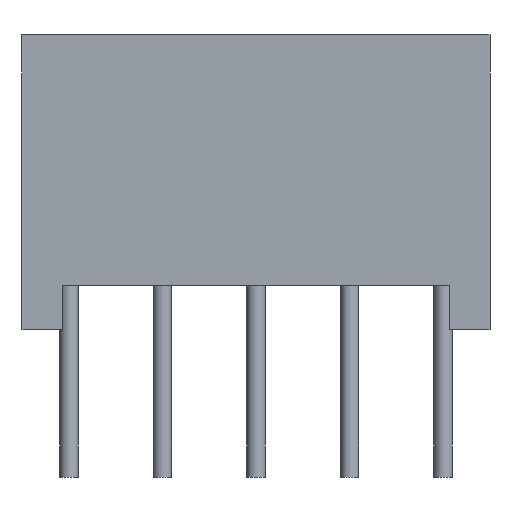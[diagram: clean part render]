
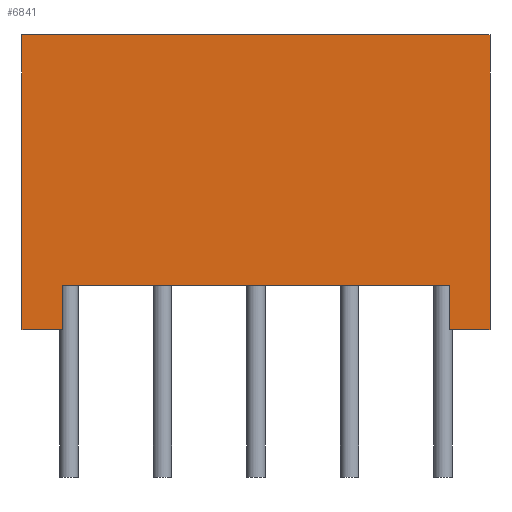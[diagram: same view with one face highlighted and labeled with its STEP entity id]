
A CAD part, front view. The second image highlights one B-rep face of the part: STEP entity #6841.
In plain terms, the highlighted planar face has unit normal (0, -1, 0).
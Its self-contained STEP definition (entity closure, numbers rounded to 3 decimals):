
#420=PLANE('',#7255);
#984=FACE_OUTER_BOUND('',#1399,.T.);
#1399=EDGE_LOOP('',(#5252,#5253,#5254,#5255,#5256,#5257,#5258,#5259));
#1774=LINE('',#8875,#2490);
#1790=LINE('',#8909,#2506);
#1797=LINE('',#8922,#2513);
#1936=LINE('',#10794,#2652);
#1971=LINE('',#10873,#2687);
#1986=LINE('',#10900,#2702);
#1990=LINE('',#10906,#2706);
#1994=LINE('',#10912,#2710);
#2490=VECTOR('',#7585,1000.);
#2506=VECTOR('',#7609,1000.);
#2513=VECTOR('',#7618,1000.);
#2652=VECTOR('',#7759,1000.);
#2687=VECTOR('',#7804,1000.);
#2702=VECTOR('',#7821,1000.);
#2706=VECTOR('',#7827,1000.);
#2710=VECTOR('',#7835,1000.);
#3247=VERTEX_POINT('',#8872);
#3248=VERTEX_POINT('',#8874);
#3261=VERTEX_POINT('',#8906);
#3262=VERTEX_POINT('',#8908);
#3267=VERTEX_POINT('',#8920);
#3505=VERTEX_POINT('',#10792);
#3544=VERTEX_POINT('',#10871);
#3555=VERTEX_POINT('',#10899);
#3910=EDGE_CURVE('',#3248,#3247,#1774,.T.);
#3926=EDGE_CURVE('',#3261,#3262,#1790,.T.);
#3933=EDGE_CURVE('',#3247,#3267,#1797,.T.);
#4172=EDGE_CURVE('',#3505,#3267,#1936,.T.);
#4211=EDGE_CURVE('',#3544,#3261,#1971,.T.);
#4226=EDGE_CURVE('',#3555,#3262,#1986,.T.);
#4230=EDGE_CURVE('',#3248,#3544,#1990,.T.);
#4234=EDGE_CURVE('',#3555,#3505,#1994,.T.);
#5252=ORIENTED_EDGE('',*,*,#3926,.F.);
#5253=ORIENTED_EDGE('',*,*,#4211,.F.);
#5254=ORIENTED_EDGE('',*,*,#4230,.F.);
#5255=ORIENTED_EDGE('',*,*,#3910,.T.);
#5256=ORIENTED_EDGE('',*,*,#3933,.T.);
#5257=ORIENTED_EDGE('',*,*,#4172,.F.);
#5258=ORIENTED_EDGE('',*,*,#4234,.F.);
#5259=ORIENTED_EDGE('',*,*,#4226,.T.);
#6841=ADVANCED_FACE('',(#984),#420,.T.);
#7255=AXIS2_PLACEMENT_3D('',#10911,#7833,#7834);
#7585=DIRECTION('',(1.,0.,0.));
#7609=DIRECTION('',(0.,0.,-1.));
#7618=DIRECTION('',(0.,0.,1.));
#7759=DIRECTION('',(1.,0.,0.));
#7804=DIRECTION('',(-1.,0.,0.));
#7821=DIRECTION('',(1.,0.,0.));
#7827=DIRECTION('',(0.,0.,1.));
#7833=DIRECTION('center_axis',(0.,-1.,0.));
#7834=DIRECTION('ref_axis',(1.,0.,0.));
#7835=DIRECTION('',(0.,0.,1.));
#8872=CARTESIAN_POINT('',(6.35,-10.22,-3.178));
#8874=CARTESIAN_POINT('',(5.25,-10.22,-3.178));
#8875=CARTESIAN_POINT('',(-6.35,-10.22,-3.178));
#8906=CARTESIAN_POINT('',(-5.25,-10.22,-1.978));
#8908=CARTESIAN_POINT('',(-5.25,-10.22,-3.178));
#8909=CARTESIAN_POINT('',(-5.25,-10.22,0.822));
#8920=CARTESIAN_POINT('',(6.35,-10.22,4.822));
#8922=CARTESIAN_POINT('',(6.35,-10.22,-3.178));
#10792=CARTESIAN_POINT('',(-6.35,-10.22,4.822));
#10794=CARTESIAN_POINT('',(-6.35,-10.22,4.822));
#10871=CARTESIAN_POINT('',(5.25,-10.22,-1.978));
#10873=CARTESIAN_POINT('',(-11.816,-10.22,-1.978));
#10899=CARTESIAN_POINT('',(-6.35,-10.22,-3.178));
#10900=CARTESIAN_POINT('',(-6.35,-10.22,-3.178));
#10906=CARTESIAN_POINT('',(5.25,-10.22,0.822));
#10911=CARTESIAN_POINT('Origin',(-6.35,-10.22,-3.178));
#10912=CARTESIAN_POINT('',(-6.35,-10.22,-3.178));
